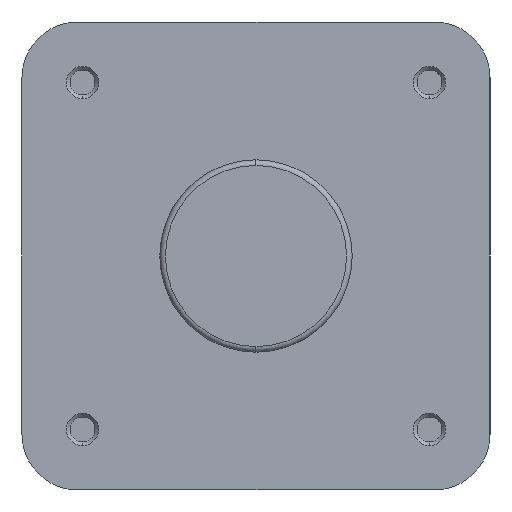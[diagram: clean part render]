
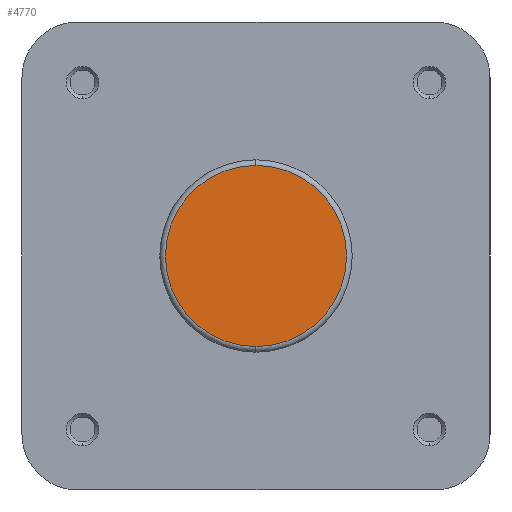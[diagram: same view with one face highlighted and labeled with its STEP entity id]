
A CAD part, left-side view. The second image highlights one B-rep face of the part: STEP entity #4770.
In plain terms, the highlighted planar face has unit normal (-1, 0, 0).
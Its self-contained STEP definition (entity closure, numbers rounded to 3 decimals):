
#465 = CARTESIAN_POINT ( 'NONE',  ( 0., 0., 0. ) ) ;
#474 = DIRECTION ( 'NONE',  ( -1., 0., 0. ) ) ;
#475 = DIRECTION ( 'NONE',  ( 0., 0., -1. ) ) ;
#539 = CARTESIAN_POINT ( 'NONE',  ( 0., 0., 0. ) ) ;
#540 = DIRECTION ( 'NONE',  ( -1., 0., 0. ) ) ;
#541 = DIRECTION ( 'NONE',  ( 0., 0., -1. ) ) ;
#811 = AXIS2_PLACEMENT_3D ( 'NONE', #465, #474, #475 ) ;
#816 = AXIS2_PLACEMENT_3D ( 'NONE', #539, #540, #541 ) ;
#1022 = EDGE_LOOP ( 'NONE', ( #3728, #3727 ) ) ;
#1185 = CIRCLE ( 'NONE', #811, 24.4 ) ;
#1225 = CIRCLE ( 'NONE', #816, 24.4 ) ;
#1806 = FACE_OUTER_BOUND ( 'NONE', #1022, .T. ) ;
#2391 = CARTESIAN_POINT ( 'NONE',  ( 0., 0., 24.4 ) ) ;
#2482 = CARTESIAN_POINT ( 'NONE',  ( 0., 0., -24.4 ) ) ;
#3112 = CARTESIAN_POINT ( 'NONE',  ( 0., 0., 0. ) ) ;
#3113 = PLANE ( 'NONE',  #4249 ) ;
#3115 = DIRECTION ( 'NONE',  ( 1., 0., 0. ) ) ;
#3116 = DIRECTION ( 'NONE',  ( 0., 0., -1. ) ) ;
#3727 = ORIENTED_EDGE ( 'NONE', *, *, #5127, .T. ) ;
#3728 = ORIENTED_EDGE ( 'NONE', *, *, #5100, .T. ) ;
#4249 = AXIS2_PLACEMENT_3D ( 'NONE', #3112, #3115, #3116 ) ;
#4515 = VERTEX_POINT ( 'NONE', #2391 ) ;
#4606 = VERTEX_POINT ( 'NONE', #2482 ) ;
#4770 = ADVANCED_FACE ( 'NONE', ( #1806 ), #3113, .F. ) ;
#5100 = EDGE_CURVE ( 'NONE', #4606, #4515, #1185, .T. ) ;
#5127 = EDGE_CURVE ( 'NONE', #4515, #4606, #1225, .T. ) ;
